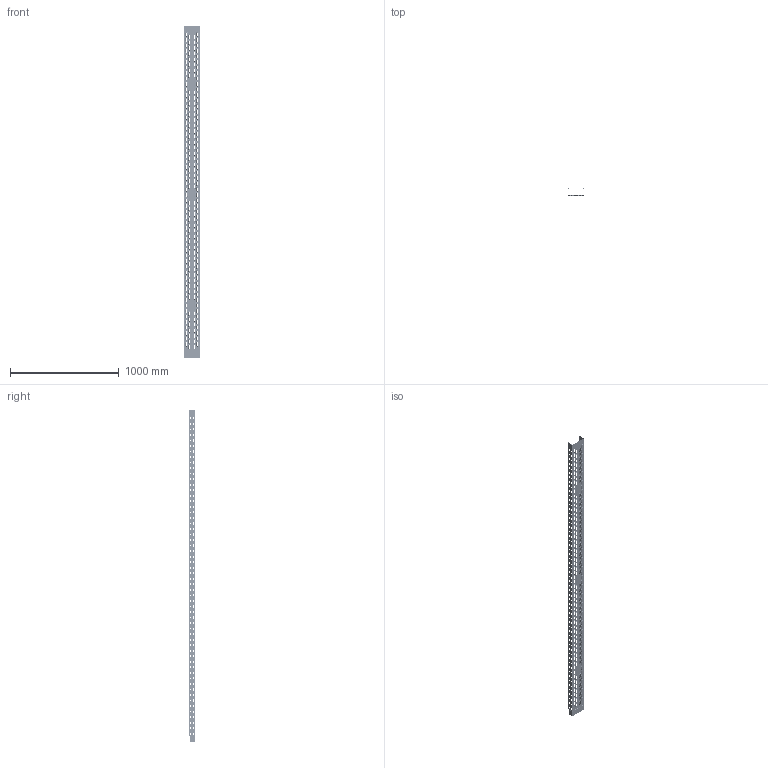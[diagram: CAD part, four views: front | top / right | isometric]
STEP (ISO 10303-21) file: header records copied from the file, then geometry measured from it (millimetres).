
FILE_DESCRIPTION (( 'STEP AP214' ), '1' );
FILE_NAME ('6047633.stp', '2017-03-13T13:15:15', ( '' ), ( '' ), 'SwSTEP 2.0', 'SolidWorks 2016', '' );
FILE_SCHEMA (( 'AUTOMOTIVE_DESIGN' ));
Length unit declared in the file: millimetre
Products named in the file (1): 6047633
Bounding box: 153 x 62.08 x 3050.1 mm (x, y, z)
Volume: 608786.9 mm3; surface area: 1715109.1 mm2
Topology: 1 solids, 1 shells, 9233 faces, 22015 edges, 13216 vertices
Faces by surface type: cylinder 3096, torus 2604, plane 2225, cone 1304, sphere 4
Entity records: 269367 total; most frequent: DIRECTION 52751, CARTESIAN_POINT 44465, ORIENTED_EDGE 44030, EDGE_CURVE 22015, AXIS2_PLACEMENT_3D 21502, VERTEX_POINT 13216, CIRCLE 12268, EDGE_LOOP 10561
